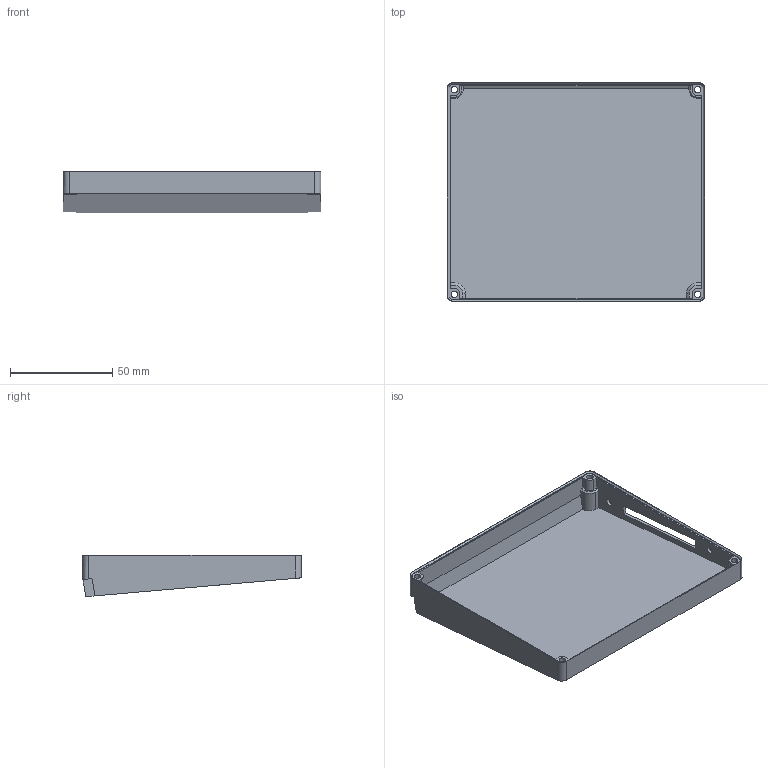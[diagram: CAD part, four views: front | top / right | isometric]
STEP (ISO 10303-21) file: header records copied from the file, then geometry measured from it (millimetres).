
FILE_DESCRIPTION(('FreeCAD Model'),'2;1');
FILE_NAME('Open CASCADE Shape Model','2023-09-12T18:52:47',('Author'),( ''),'Open CASCADE STEP processor 7.7','FreeCAD','Unknown');
FILE_SCHEMA(('AUTOMOTIVE_DESIGN { 1 0 10303 214 1 1 1 1 }'));
Length unit declared in the file: millimetre
Products named in the file (1): LeftKeyBase
Bounding box: 126.3 x 107.25 x 20.24 mm (x, y, z)
Volume: 29425.9 mm3; surface area: 40369.2 mm2
Topology: 1 solids, 1 shells, 146 faces, 397 edges, 253 vertices
Faces by surface type: plane 112, cylinder 24, cone 6, bspline 4
Full cylindrical faces by diameter (mm): 3.2 x6, 5.8 x4
Entity records: 4704 total; most frequent: CARTESIAN_POINT 935, ORIENTED_EDGE 794, DIRECTION 764, EDGE_CURVE 397, LINE 288, VECTOR 288, VERTEX_POINT 253, AXIS2_PLACEMENT_3D 238
